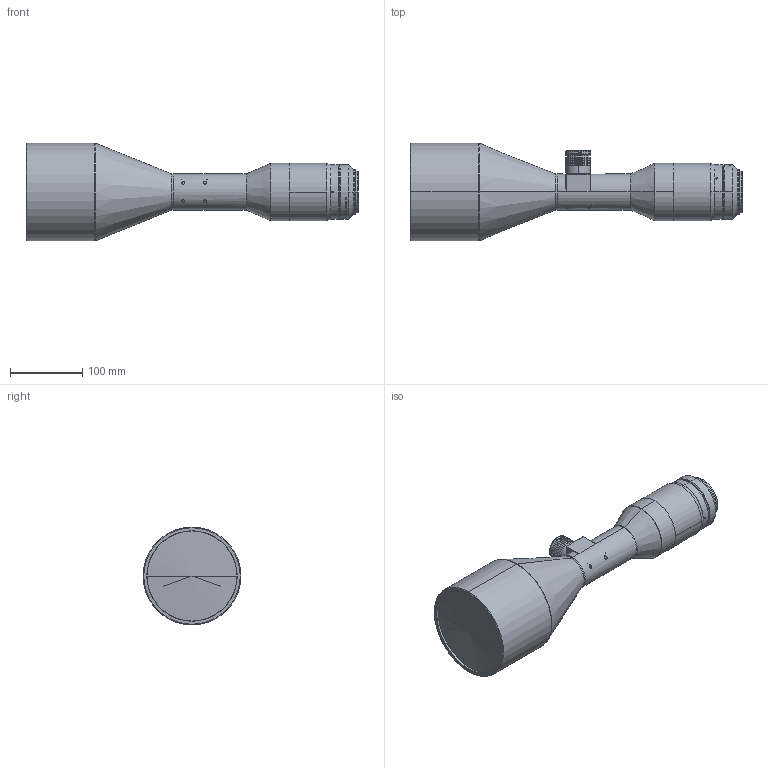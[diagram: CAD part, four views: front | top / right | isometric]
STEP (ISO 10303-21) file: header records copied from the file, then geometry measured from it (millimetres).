
FILE_DESCRIPTION (( 'STEP AP203' ), '1' );
FILE_NAME ('DTCA35F-94C-M58-AL.STEP', '2019-12-02T01:04:18', ( 'Windows 蚚誧' ), ( '' ), 'SwSTEP 2.0', 'SolidWorks 2017', '' );
FILE_SCHEMA (( 'CONFIG_CONTROL_DESIGN' ));
Length unit declared in the file: millimetre
Products named in the file (1): DTCA35F-94C-M58-AL
Bounding box: 460.87 x 136 x 136 mm (x, y, z)
Volume: 3061149.1 mm3; surface area: 158061 mm2
Topology: 5 solids, 5 shells, 272 faces, 655 edges, 414 vertices
Faces by surface type: cylinder 132, plane 82, cone 48, bspline 10
Entity records: 8847 total; most frequent: CARTESIAN_POINT 2513, DIRECTION 1355, ORIENTED_EDGE 1274, EDGE_CURVE 637, AXIS2_PLACEMENT_3D 550, VERTEX_POINT 410, EDGE_LOOP 311, CIRCLE 290
